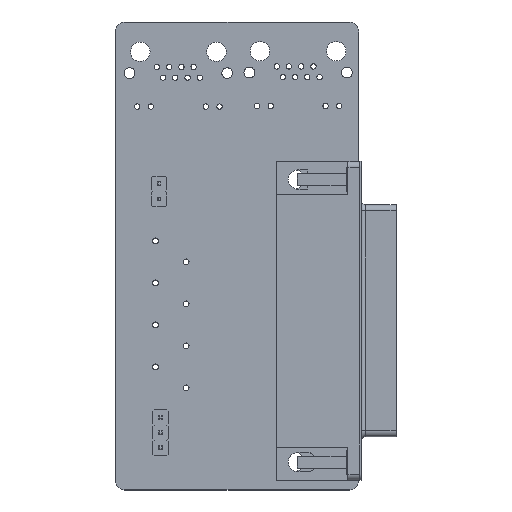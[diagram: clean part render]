
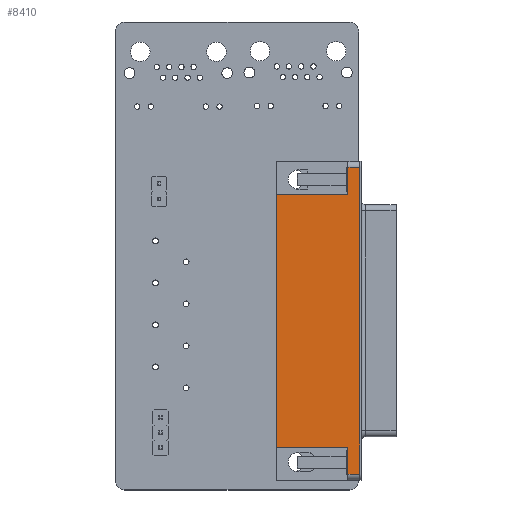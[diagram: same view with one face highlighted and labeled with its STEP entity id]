
A CAD part, top view. The second image highlights one B-rep face of the part: STEP entity #8410.
In plain terms, the highlighted planar face has unit normal (0, 0, 1).
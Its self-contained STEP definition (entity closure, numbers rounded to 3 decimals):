
#8139 = VERTEX_POINT('',#8140);
#8140 = CARTESIAN_POINT('',(-10.093,-12.31,12.5));
#8171 = EDGE_CURVE('',#8172,#8139,#8174,.T.);
#8172 = VERTEX_POINT('',#8173);
#8173 = CARTESIAN_POINT('',(41.008,-12.31,12.5));
#8174 = LINE('',#8175,#8176);
#8175 = CARTESIAN_POINT('',(42.008,-12.31,12.5));
#8176 = VECTOR('',#8177,1.);
#8177 = DIRECTION('',(-1.,0.,0.));
#8385 = VERTEX_POINT('',#8386);
#8386 = CARTESIAN_POINT('',(-10.093,-10.31,12.5));
#8400 = EDGE_CURVE('',#8139,#8385,#8401,.T.);
#8401 = LINE('',#8402,#8403);
#8402 = CARTESIAN_POINT('',(-10.093,-12.31,12.5));
#8403 = VECTOR('',#8404,1.);
#8404 = DIRECTION('',(-0.,1.,0.));
#8410 = ADVANCED_FACE('',(#8411),#8461,.T.);
#8411 = FACE_BOUND('',#8412,.T.);
#8412 = EDGE_LOOP('',(#8413,#8414,#8422,#8430,#8438,#8446,#8454,#8460));
#8413 = ORIENTED_EDGE('',*,*,#8171,.F.);
#8414 = ORIENTED_EDGE('',*,*,#8415,.T.);
#8415 = EDGE_CURVE('',#8172,#8416,#8418,.T.);
#8416 = VERTEX_POINT('',#8417);
#8417 = CARTESIAN_POINT('',(41.008,-10.31,12.5));
#8418 = LINE('',#8419,#8420);
#8419 = CARTESIAN_POINT('',(41.008,-12.31,12.5));
#8420 = VECTOR('',#8421,1.);
#8421 = DIRECTION('',(-0.,1.,0.));
#8422 = ORIENTED_EDGE('',*,*,#8423,.F.);
#8423 = EDGE_CURVE('',#8424,#8416,#8426,.T.);
#8424 = VERTEX_POINT('',#8425);
#8425 = CARTESIAN_POINT('',(36.508,-10.31,12.5));
#8426 = LINE('',#8427,#8428);
#8427 = CARTESIAN_POINT('',(41.008,-10.31,12.5));
#8428 = VECTOR('',#8429,1.);
#8429 = DIRECTION('',(1.,0.,0.));
#8430 = ORIENTED_EDGE('',*,*,#8431,.F.);
#8431 = EDGE_CURVE('',#8432,#8424,#8434,.T.);
#8432 = VERTEX_POINT('',#8433);
#8433 = CARTESIAN_POINT('',(36.508,1.58,12.5));
#8434 = LINE('',#8435,#8436);
#8435 = CARTESIAN_POINT('',(36.508,-11.31,12.5));
#8436 = VECTOR('',#8437,1.);
#8437 = DIRECTION('',(0.,-1.,0.));
#8438 = ORIENTED_EDGE('',*,*,#8439,.T.);
#8439 = EDGE_CURVE('',#8432,#8440,#8442,.T.);
#8440 = VERTEX_POINT('',#8441);
#8441 = CARTESIAN_POINT('',(-5.593,1.58,12.5));
#8442 = LINE('',#8443,#8444);
#8443 = CARTESIAN_POINT('',(42.008,1.58,12.5));
#8444 = VECTOR('',#8445,1.);
#8445 = DIRECTION('',(-1.,0.,0.));
#8446 = ORIENTED_EDGE('',*,*,#8447,.F.);
#8447 = EDGE_CURVE('',#8448,#8440,#8450,.T.);
#8448 = VERTEX_POINT('',#8449);
#8449 = CARTESIAN_POINT('',(-5.593,-10.31,12.5));
#8450 = LINE('',#8451,#8452);
#8451 = CARTESIAN_POINT('',(-5.593,-11.31,12.5));
#8452 = VECTOR('',#8453,1.);
#8453 = DIRECTION('',(0.,1.,0.));
#8454 = ORIENTED_EDGE('',*,*,#8455,.F.);
#8455 = EDGE_CURVE('',#8385,#8448,#8456,.T.);
#8456 = LINE('',#8457,#8458);
#8457 = CARTESIAN_POINT('',(16.458,-10.31,12.5));
#8458 = VECTOR('',#8459,1.);
#8459 = DIRECTION('',(1.,0.,0.));
#8460 = ORIENTED_EDGE('',*,*,#8400,.F.);
#8461 = PLANE('',#8462);
#8462 = AXIS2_PLACEMENT_3D('',#8463,#8464,#8465);
#8463 = CARTESIAN_POINT('',(42.008,-12.31,12.5));
#8464 = DIRECTION('',(0.,0.,1.));
#8465 = DIRECTION('',(-1.,0.,0.));
